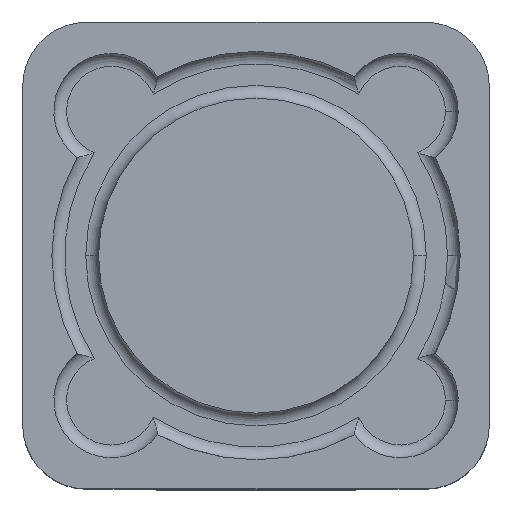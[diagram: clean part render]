
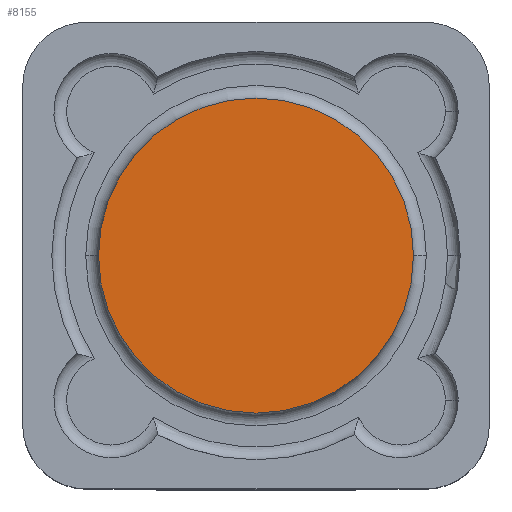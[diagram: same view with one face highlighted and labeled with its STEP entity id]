
A CAD part, top view. The second image highlights one B-rep face of the part: STEP entity #8155.
In plain terms, the highlighted planar face has unit normal (0, 0, 1).
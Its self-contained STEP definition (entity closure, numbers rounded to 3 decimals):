
#172 = CARTESIAN_POINT ( 'NONE',  ( 0., 0., 4.2 ) ) ;
#1046 = CARTESIAN_POINT ( 'NONE',  ( 2.464, 0., 4.2 ) ) ;
#1231 = CARTESIAN_POINT ( 'NONE',  ( 0., 0., 4.2 ) ) ;
#1597 = AXIS2_PLACEMENT_3D ( 'NONE', #172, #7102, #14377 ) ;
#1623 = ORIENTED_EDGE ( 'NONE', *, *, #14412, .T. ) ;
#2254 = DIRECTION ( 'NONE',  ( 0., 0., 1. ) ) ;
#2360 = EDGE_LOOP ( 'NONE', ( #7183, #1623 ) ) ;
#3171 = VERTEX_POINT ( 'NONE', #1046 ) ;
#4828 = EDGE_CURVE ( 'NONE', #3171, #8556, #6816, .T. ) ;
#5201 = AXIS2_PLACEMENT_3D ( 'NONE', #12583, #2254, #13925 ) ;
#5239 = CARTESIAN_POINT ( 'NONE',  ( -2.464, 0., 4.2 ) ) ;
#6816 = CIRCLE ( 'NONE', #7337, 2.464 ) ;
#7102 = DIRECTION ( 'NONE',  ( 0., 0., 1. ) ) ;
#7183 = ORIENTED_EDGE ( 'NONE', *, *, #4828, .T. ) ;
#7337 = AXIS2_PLACEMENT_3D ( 'NONE', #1231, #13983, #15230 ) ;
#8155 = ADVANCED_FACE ( 'NONE', ( #11424 ), #8984, .T. ) ;
#8556 = VERTEX_POINT ( 'NONE', #5239 ) ;
#8984 = PLANE ( 'NONE',  #1597 ) ;
#10581 = CIRCLE ( 'NONE', #5201, 2.464 ) ;
#11424 = FACE_OUTER_BOUND ( 'NONE', #2360, .T. ) ;
#12583 = CARTESIAN_POINT ( 'NONE',  ( 0., 0., 4.2 ) ) ;
#13925 = DIRECTION ( 'NONE',  ( 1., 0., 0. ) ) ;
#13983 = DIRECTION ( 'NONE',  ( 0., 0., 1. ) ) ;
#14377 = DIRECTION ( 'NONE',  ( 1., 0., 0. ) ) ;
#14412 = EDGE_CURVE ( 'NONE', #8556, #3171, #10581, .T. ) ;
#15230 = DIRECTION ( 'NONE',  ( 1., 0., 0. ) ) ;
